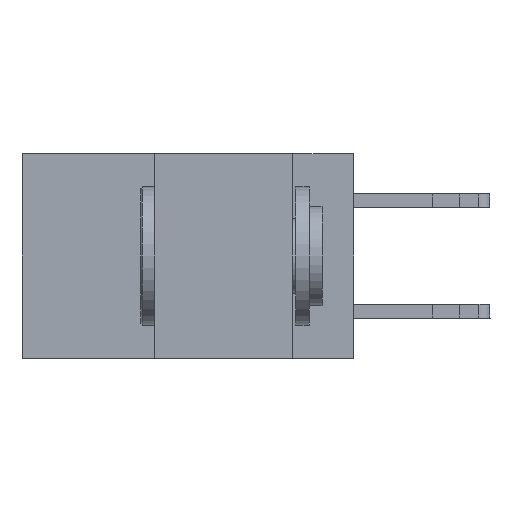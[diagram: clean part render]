
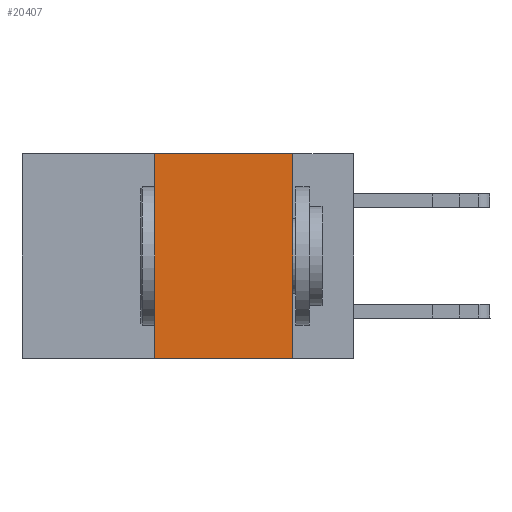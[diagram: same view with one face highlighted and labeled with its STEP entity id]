
A CAD part, left-side view. The second image highlights one B-rep face of the part: STEP entity #20407.
In plain terms, the highlighted planar face has unit normal (-1, 0, 0).
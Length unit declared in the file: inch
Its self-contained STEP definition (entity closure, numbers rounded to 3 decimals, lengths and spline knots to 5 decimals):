
#457 = DIRECTION ( 'NONE',  ( 0., -1., 0. ) ) ;
#935 = CARTESIAN_POINT ( 'NONE',  ( 0., 0.11, -0.37 ) ) ;
#1593 = CARTESIAN_POINT ( 'NONE',  ( 0., 0.36, 0. ) ) ;
#2684 = FACE_OUTER_BOUND ( 'NONE', #18298, .T. ) ;
#2977 = VERTEX_POINT ( 'NONE', #935 ) ;
#4851 = EDGE_CURVE ( 'NONE', #17594, #7307, #22304, .T. ) ;
#5343 = EDGE_CURVE ( 'NONE', #17594, #2977, #13420, .T. ) ;
#6200 = DIRECTION ( 'NONE',  ( 0., -1., 0. ) ) ;
#6622 = CARTESIAN_POINT ( 'NONE',  ( 0., 0.36, 0. ) ) ;
#6673 = CARTESIAN_POINT ( 'NONE',  ( 0., 0.6, 0. ) ) ;
#7307 = VERTEX_POINT ( 'NONE', #6622 ) ;
#7393 = VECTOR ( 'NONE', #6200, 39.37008 ) ;
#7893 = CARTESIAN_POINT ( 'NONE',  ( 0., 0.11, 0. ) ) ;
#8289 = ORIENTED_EDGE ( 'NONE', *, *, #4851, .F. ) ;
#8382 = DIRECTION ( 'NONE',  ( 0., 0., -1. ) ) ;
#12201 = ORIENTED_EDGE ( 'NONE', *, *, #20287, .F. ) ;
#12875 = EDGE_CURVE ( 'NONE', #21525, #2977, #13719, .T. ) ;
#13420 = LINE ( 'NONE', #19008, #22878 ) ;
#13458 = CARTESIAN_POINT ( 'NONE',  ( 0., 0.6, 0. ) ) ;
#13719 = LINE ( 'NONE', #15410, #13794 ) ;
#13794 = VECTOR ( 'NONE', #8382, 39.37008 ) ;
#15410 = CARTESIAN_POINT ( 'NONE',  ( 0., 0.11, 0. ) ) ;
#15542 = ORIENTED_EDGE ( 'NONE', *, *, #5343, .T. ) ;
#15733 = DIRECTION ( 'NONE',  ( 0., 0., -1. ) ) ;
#17554 = DIRECTION ( 'NONE',  ( 1., 0., 0. ) ) ;
#17594 = VERTEX_POINT ( 'NONE', #17993 ) ;
#17993 = CARTESIAN_POINT ( 'NONE',  ( 0., 0.36, -0.37 ) ) ;
#18298 = EDGE_LOOP ( 'NONE', ( #20931, #12201, #8289, #15542 ) ) ;
#19008 = CARTESIAN_POINT ( 'NONE',  ( 0., 0.6, -0.37 ) ) ;
#19393 = PLANE ( 'NONE',  #22883 ) ;
#20287 = EDGE_CURVE ( 'NONE', #7307, #21525, #22791, .T. ) ;
#20407 = ADVANCED_FACE ( 'NONE', ( #2684 ), #19393, .F. ) ;
#20931 = ORIENTED_EDGE ( 'NONE', *, *, #12875, .F. ) ;
#21220 = VECTOR ( 'NONE', #23896, 39.37008 ) ;
#21525 = VERTEX_POINT ( 'NONE', #7893 ) ;
#22304 = LINE ( 'NONE', #1593, #21220 ) ;
#22791 = LINE ( 'NONE', #13458, #7393 ) ;
#22878 = VECTOR ( 'NONE', #457, 39.37008 ) ;
#22883 = AXIS2_PLACEMENT_3D ( 'NONE', #6673, #17554, #15733 ) ;
#23896 = DIRECTION ( 'NONE',  ( 0., 0., 1. ) ) ;
